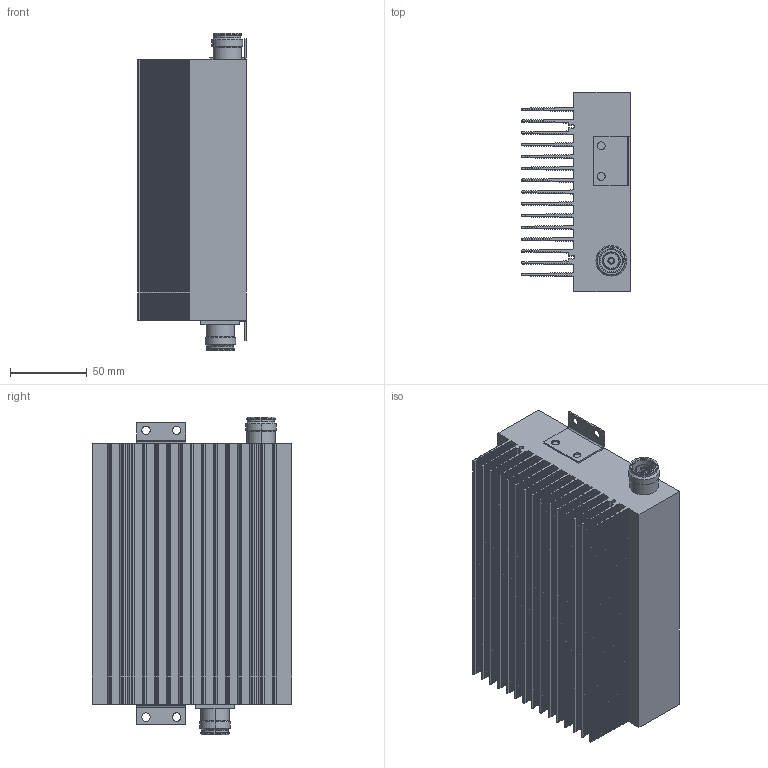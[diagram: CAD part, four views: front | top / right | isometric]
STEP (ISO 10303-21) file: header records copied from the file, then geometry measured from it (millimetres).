
FILE_DESCRIPTION (( 'STEP AP214' ), '1' );
FILE_NAME ('FMAT7483-40_3D.step', '2023-03-14T00:04:30', ( '' ), ( '' ), 'SwSTEP 2.0', 'SolidWorks 2022', '' );
FILE_SCHEMA (( 'AUTOMOTIVE_DESIGN' ));
Length unit declared in the file: inch
Products named in the file (5): Copy of 100w^FMAT7483-40; Copy of jt-0162-b_1^FMAT7483-40; Copy of Bracket^FMAT7483-40; Copy (2) of Bracket^FMAT7483-40; FMAT7483-40_3D
Assembly tree (5 placements, depth 2):
  FMAT7483-40_3D
    Copy of 100w^FMAT7483-40
    Copy of jt-0162-b_1^FMAT7483-40  x2
    Copy of Bracket^FMAT7483-40
    Copy (2) of Bracket^FMAT7483-40
Bounding box: 71 x 130 x 207.2 mm (x, y, z)
Volume: 967366.7 mm3; surface area: 266135.8 mm2
Topology: 5 solids, 5 shells, 1806 faces, 5303 edges, 3522 vertices
Faces by surface type: plane 1666, cylinder 96, cone 36, bspline 8
Entity records: 57957 total; most frequent: CARTESIAN_POINT 10523, ORIENTED_EDGE 10406, DIRECTION 8903, EDGE_CURVE 5203, VECTOR 5019, LINE 5019, VERTEX_POINT 3462, AXIS2_PLACEMENT_3D 1942
